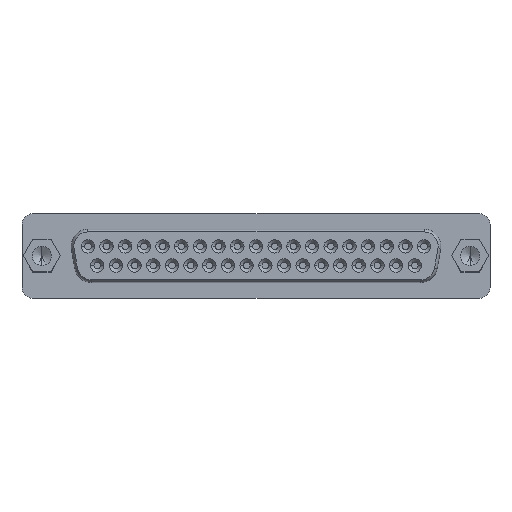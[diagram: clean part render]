
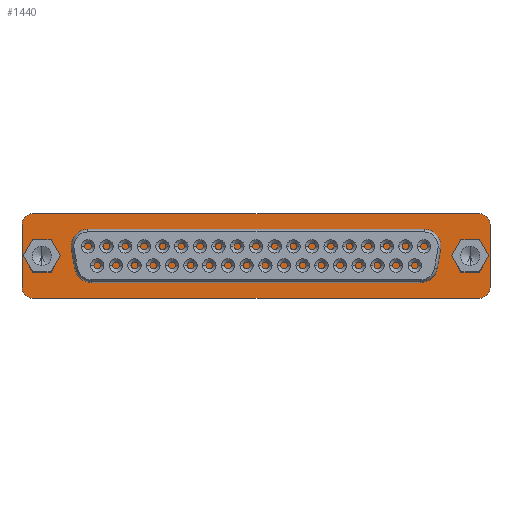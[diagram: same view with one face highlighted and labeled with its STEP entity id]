
A CAD part, top view. The second image highlights one B-rep face of the part: STEP entity #1440.
In plain terms, the highlighted planar face has unit normal (0, 0, 1).
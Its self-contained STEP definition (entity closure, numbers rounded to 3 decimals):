
#1365=CARTESIAN_POINT('',(38.17,-6.903,6.8));
#1366=DIRECTION('',(0.0,0.0,-1.0));
#1367=DIRECTION('',(-1.0,0.0,0.0));
#1368=AXIS2_PLACEMENT_3D('',#1365,#1366,#1367);
#1369=PLANE('',#1368);
#1370=CARTESIAN_POINT('',(34.7,4.675,6.8));
#1371=VERTEX_POINT('',#1370);
#1372=CARTESIAN_POINT('',(34.7,-4.675,6.8));
#1373=VERTEX_POINT('',#1372);
#1374=CARTESIAN_POINT('',(34.7,4.675,6.8));
#1375=DIRECTION('',(0.0,-1.0,0.0));
#1376=VECTOR('',#1375,9.35);
#1377=LINE('',#1374,#1376);
#1378=EDGE_CURVE('',#1371,#1373,#1377,.T.);
#1379=ORIENTED_EDGE('',*,*,#1378,.F.);
#1380=CARTESIAN_POINT('',(33.1,6.275,6.8));
#1381=VERTEX_POINT('',#1380);
#1382=CARTESIAN_POINT('',(33.1,4.675,6.8));
#1383=DIRECTION('',(0.0,0.0,-1.0));
#1384=DIRECTION('',(0.0,1.0,0.0));
#1385=AXIS2_PLACEMENT_3D('',#1382,#1383,#1384);
#1386=CIRCLE('',#1385,1.6);
#1387=EDGE_CURVE('',#1381,#1371,#1386,.T.);
#1388=ORIENTED_EDGE('',*,*,#1387,.F.);
#1389=CARTESIAN_POINT('',(-33.1,6.275,6.8));
#1390=VERTEX_POINT('',#1389);
#1391=CARTESIAN_POINT('',(-33.1,6.275,6.8));
#1392=DIRECTION('',(1.0,0.0,0.0));
#1393=VECTOR('',#1392,66.2);
#1394=LINE('',#1391,#1393);
#1395=EDGE_CURVE('',#1390,#1381,#1394,.T.);
#1396=ORIENTED_EDGE('',*,*,#1395,.F.);
#1397=CARTESIAN_POINT('',(-34.7,4.675,6.8));
#1398=VERTEX_POINT('',#1397);
#1399=CARTESIAN_POINT('',(-33.1,4.675,6.8));
#1400=DIRECTION('',(0.0,0.0,-1.0));
#1401=DIRECTION('',(-1.0,0.0,0.0));
#1402=AXIS2_PLACEMENT_3D('',#1399,#1400,#1401);
#1403=CIRCLE('',#1402,1.6);
#1404=EDGE_CURVE('',#1398,#1390,#1403,.T.);
#1405=ORIENTED_EDGE('',*,*,#1404,.F.);
#1406=CARTESIAN_POINT('',(-34.7,-4.675,6.8));
#1407=VERTEX_POINT('',#1406);
#1408=CARTESIAN_POINT('',(-34.7,-4.675,6.8));
#1409=DIRECTION('',(0.0,1.0,0.0));
#1410=VECTOR('',#1409,9.35);
#1411=LINE('',#1408,#1410);
#1412=EDGE_CURVE('',#1407,#1398,#1411,.T.);
#1413=ORIENTED_EDGE('',*,*,#1412,.F.);
#1414=CARTESIAN_POINT('',(-33.1,-6.275,6.8));
#1415=VERTEX_POINT('',#1414);
#1416=CARTESIAN_POINT('',(-33.1,-4.675,6.8));
#1417=DIRECTION('',(0.0,0.0,-1.0));
#1418=DIRECTION('',(0.0,-1.0,0.0));
#1419=AXIS2_PLACEMENT_3D('',#1416,#1417,#1418);
#1420=CIRCLE('',#1419,1.6);
#1421=EDGE_CURVE('',#1415,#1407,#1420,.T.);
#1422=ORIENTED_EDGE('',*,*,#1421,.F.);
#1423=CARTESIAN_POINT('',(33.1,-6.275,6.8));
#1424=VERTEX_POINT('',#1423);
#1425=CARTESIAN_POINT('',(33.1,-6.275,6.8));
#1426=DIRECTION('',(-1.0,0.0,0.0));
#1427=VECTOR('',#1426,66.2);
#1428=LINE('',#1425,#1427);
#1429=EDGE_CURVE('',#1424,#1415,#1428,.T.);
#1430=ORIENTED_EDGE('',*,*,#1429,.F.);
#1431=CARTESIAN_POINT('',(33.1,-4.675,6.8));
#1432=DIRECTION('',(0.0,0.0,-1.0));
#1433=DIRECTION('',(1.0,0.0,0.0));
#1434=AXIS2_PLACEMENT_3D('',#1431,#1432,#1433);
#1435=CIRCLE('',#1434,1.6);
#1436=EDGE_CURVE('',#1373,#1424,#1435,.T.);
#1437=ORIENTED_EDGE('',*,*,#1436,.F.);
#1438=EDGE_LOOP('',(#1379,#1388,#1396,#1405,#1413,#1422,#1430,#1437));
#1439=FACE_OUTER_BOUND('',#1438,.T.);
#1440=ADVANCED_FACE('',(#1439),#1369,.F.);
